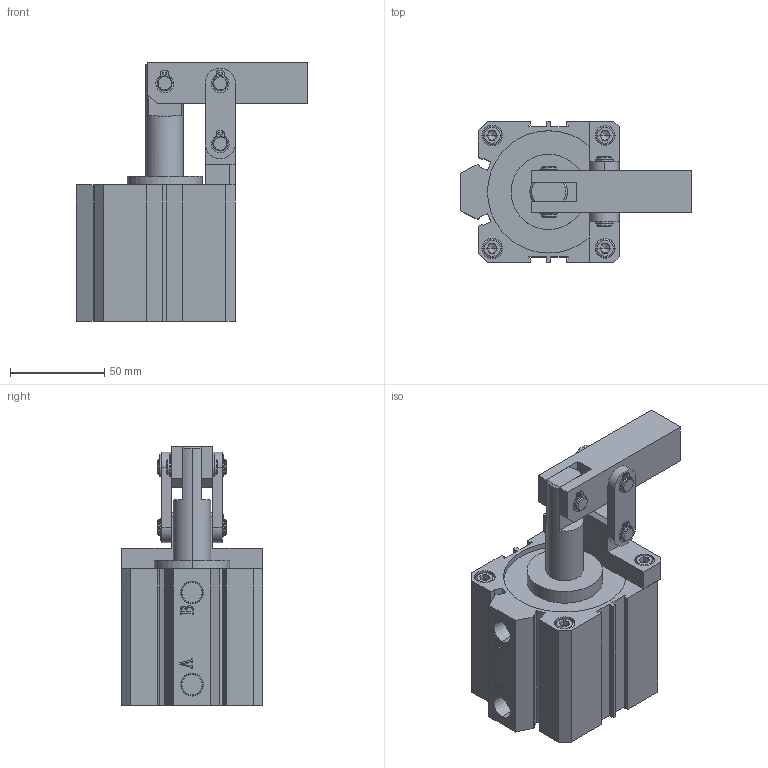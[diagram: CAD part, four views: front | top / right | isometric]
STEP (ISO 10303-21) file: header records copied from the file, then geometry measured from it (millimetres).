
FILE_DESCRIPTION (( 'STEP AP203' ), '1' );
FILE_NAME ('HALC-63.STEP', '2021-07-26T07:53:14', ( '微软用户' ), ( '微软中国' ), 'SwSTEP 2.0', 'SolidWorks 2012', '' );
FILE_SCHEMA (( 'CONFIG_CONTROL_DESIGN' ));
Length unit declared in the file: millimetre
Products named in the file (10): HALC-63; hexagon socket head cap screws gb_GB_FASTENER_SCREWS_HSHCS M6X10-N; circlips for shaft--type a small gb_GB_CONNECTING_PIECE_RING_RRA 8; HALC-63盓傅釱; HALC-63酗种; HALC-63揤旋; HALC-63蟀裝; HALC-63活塞杆; HALC-63傻种; HALC-63掛极
Assembly tree (19 placements, depth 2):
  HALC-63
    HALC-63掛极
    HALC-63傻种
    HALC-63活塞杆
    HALC-63蟀裝  x2
    HALC-63揤旋
    HALC-63酗种  x2
    HALC-63盓傅釱
    circlips for shaft--type a small gb_GB_CONNECTING_PIECE_RING_RRA 8  x6
    hexagon socket head cap screws gb_GB_FASTENER_SCREWS_HSHCS M6X10-N  x4
Bounding box: 123 x 75 x 137.5 mm (x, y, z)
Volume: 462863.3 mm3; surface area: 80405.3 mm2
Topology: 19 solids, 19 shells, 532 faces, 1320 edges, 857 vertices
Faces by surface type: plane 271, cylinder 198, cone 39, bspline 16, torus 8
Entity records: 11717 total; most frequent: CARTESIAN_POINT 2527, DIRECTION 1643, ORIENTED_EDGE 1600, EDGE_CURVE 800, AXIS2_PLACEMENT_3D 554, VECTOR 535, LINE 535, VERTEX_POINT 526
